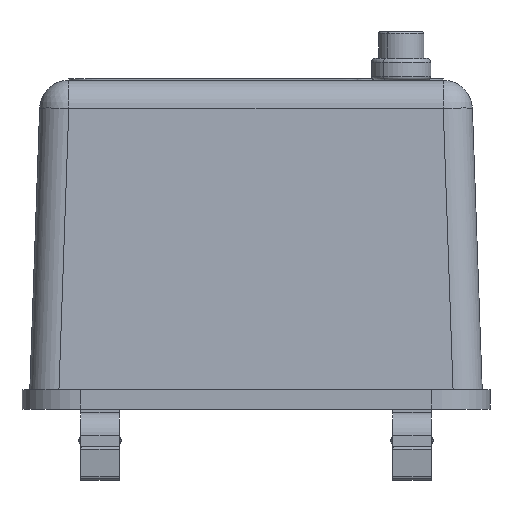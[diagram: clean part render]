
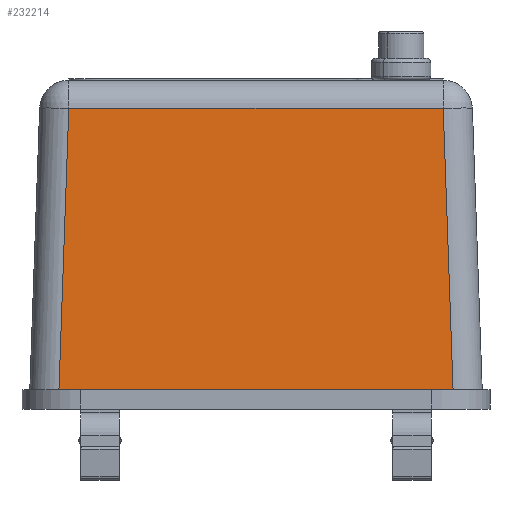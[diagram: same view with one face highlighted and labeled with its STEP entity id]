
A CAD part, front view. The second image highlights one B-rep face of the part: STEP entity #232214.
In plain terms, the highlighted face is planar.
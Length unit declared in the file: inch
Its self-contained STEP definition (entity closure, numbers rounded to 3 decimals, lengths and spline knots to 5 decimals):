
#4080 = CARTESIAN_POINT ( 'NONE',  ( 2.5, 0., 1.45 ) ) ;
#4772 = VERTEX_POINT ( 'NONE', #20652 ) ;
#5463 = EDGE_CURVE ( 'NONE', #125734, #267384, #192534, .T. ) ;
#5551 = CARTESIAN_POINT ( 'NONE',  ( 2.50023, 0.00651, 1.26334 ) ) ;
#16785 = ORIENTED_EDGE ( 'NONE', *, *, #151333, .T. ) ;
#20652 = CARTESIAN_POINT ( 'NONE',  ( 2.5, 0., 1.26311 ) ) ;
#24119 = LINE ( 'NONE', #5551, #71746 ) ;
#27310 = DIRECTION ( 'NONE',  ( -0.035, -0.999, -0.035 ) ) ;
#52296 = LINE ( 'NONE', #161310, #184628 ) ;
#60184 = VECTOR ( 'NONE', #268263, 39.37008 ) ;
#70404 = DIRECTION ( 'NONE',  ( 0., 0., -1. ) ) ;
#71674 = CARTESIAN_POINT ( 'NONE',  ( 2.43705, -1.80253, 1.45 ) ) ;
#71746 = VECTOR ( 'NONE', #27310, 39.37008 ) ;
#74929 = DIRECTION ( 'NONE',  ( 0.035, 0.999, -0.035 ) ) ;
#78900 = EDGE_CURVE ( 'NONE', #4772, #140934, #159526, .T. ) ;
#83406 = EDGE_LOOP ( 'NONE', ( #99935, #108866, #179045, #16785 ) ) ;
#99935 = ORIENTED_EDGE ( 'NONE', *, *, #5463, .T. ) ;
#108866 = ORIENTED_EDGE ( 'NONE', *, *, #177491, .T. ) ;
#117696 = DIRECTION ( 'NONE',  ( 0.999, -0.035, 0. ) ) ;
#125734 = VERTEX_POINT ( 'NONE', #157632 ) ;
#136472 = CARTESIAN_POINT ( 'NONE',  ( 2.5, 0., -1.26311 ) ) ;
#140367 = PLANE ( 'NONE',  #166596 ) ;
#140934 = VERTEX_POINT ( 'NONE', #136472 ) ;
#142288 = DIRECTION ( 'NONE',  ( 0.035, 0.999, 0. ) ) ;
#151333 = EDGE_CURVE ( 'NONE', #4772, #125734, #24119, .T. ) ;
#157632 = CARTESIAN_POINT ( 'NONE',  ( 2.43705, -1.80253, 1.20017 ) ) ;
#159526 = LINE ( 'NONE', #4080, #203687 ) ;
#161310 = CARTESIAN_POINT ( 'NONE',  ( 2.4967, -0.09451, -1.25981 ) ) ;
#162636 = FACE_OUTER_BOUND ( 'NONE', #83406, .T. ) ;
#166596 = AXIS2_PLACEMENT_3D ( 'NONE', #271562, #117696, #142288 ) ;
#177491 = EDGE_CURVE ( 'NONE', #267384, #140934, #52296, .T. ) ;
#179045 = ORIENTED_EDGE ( 'NONE', *, *, #78900, .F. ) ;
#184628 = VECTOR ( 'NONE', #74929, 39.37008 ) ;
#192534 = LINE ( 'NONE', #71674, #60184 ) ;
#203687 = VECTOR ( 'NONE', #70404, 39.37008 ) ;
#232214 = ADVANCED_FACE ( 'NONE', ( #162636 ), #140367, .T. ) ;
#267384 = VERTEX_POINT ( 'NONE', #270874 ) ;
#268263 = DIRECTION ( 'NONE',  ( 0., 0., -1. ) ) ;
#270874 = CARTESIAN_POINT ( 'NONE',  ( 2.43705, -1.80253, -1.20017 ) ) ;
#271562 = CARTESIAN_POINT ( 'NONE',  ( 2.5, 0., 1.45 ) ) ;
